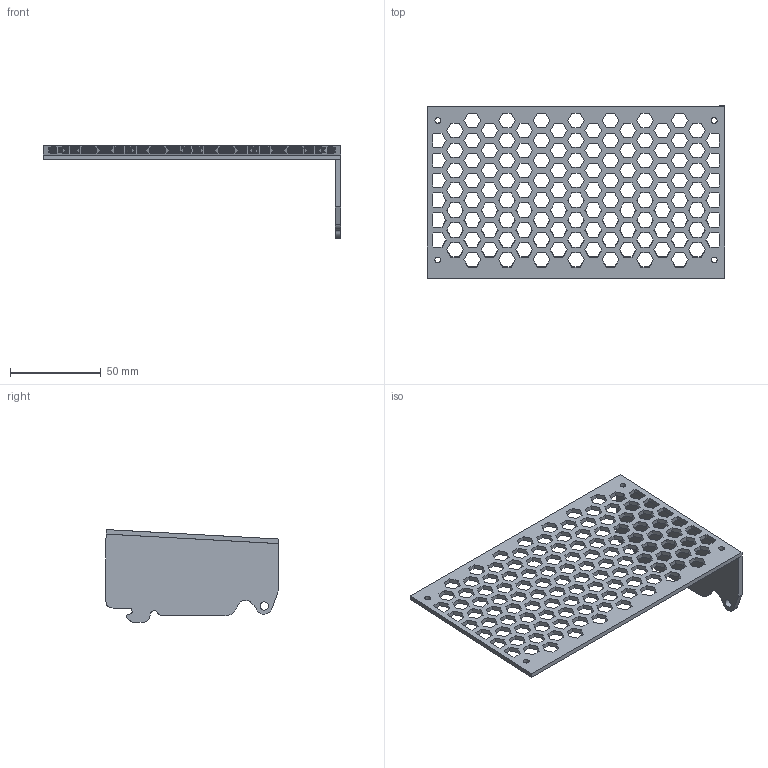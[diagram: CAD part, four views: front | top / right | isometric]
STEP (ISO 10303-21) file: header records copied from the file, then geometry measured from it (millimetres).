
FILE_DESCRIPTION(/* description */ (''),/* implementation_level */ '2;1');
FILE_NAME(/* name */ 'Top_Cover.step',/* time_stamp */ '2018-10-29T22:35:34+11:00',/* author */ ('TaylorY96'),/* organization */ (''),/* preprocessor_version */ 'ST-DEVELOPER v17.2',/* originating_system */ 'Autodesk Translation Framework v7.6.0.251',/* authorisation */ '');
FILE_SCHEMA (('AUTOMOTIVE_DESIGN { 1 0 10303 214 3 1 1 }'));
Length unit declared in the file: millimetre
Products named in the file (1): Bullbar
Bounding box: 164 x 95.11 x 51.21 mm (x, y, z)
Volume: 33525.5 mm3; surface area: 36064.3 mm2
Topology: 2 solids, 2 shells, 788 faces, 2352 edges, 1568 vertices
Faces by surface type: plane 775, bspline 9, cylinder 4
Full cylindrical faces by diameter (mm): 4.526 x1
Entity records: 26903 total; most frequent: CARTESIAN_POINT 5194, ORIENTED_EDGE 4704, DIRECTION 3918, EDGE_CURVE 2352, LINE 2326, VECTOR 2326, VERTEX_POINT 1568, EDGE_LOOP 1046
